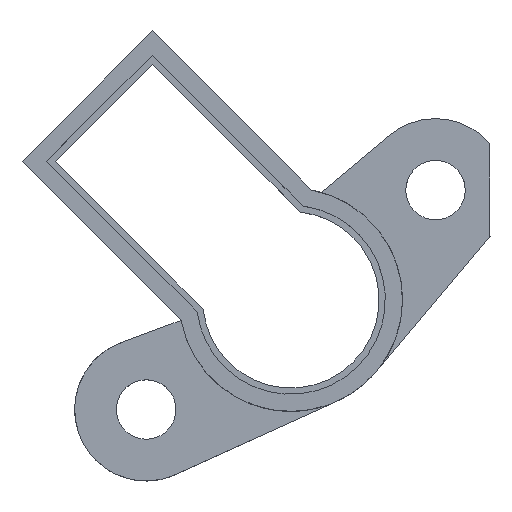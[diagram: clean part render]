
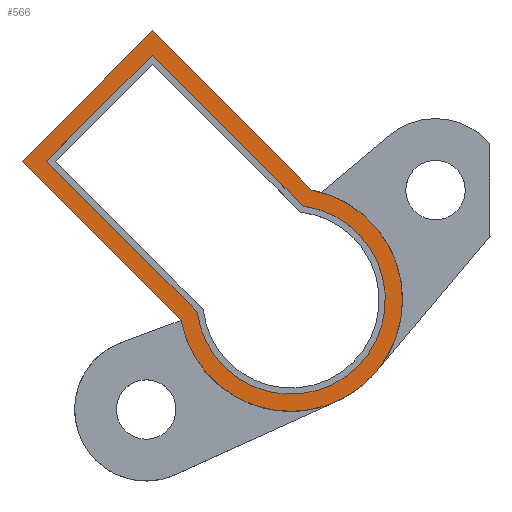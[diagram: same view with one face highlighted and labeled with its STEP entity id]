
A CAD part, top view. The second image highlights one B-rep face of the part: STEP entity #566.
In plain terms, the highlighted planar face has unit normal (0, 0, 1).
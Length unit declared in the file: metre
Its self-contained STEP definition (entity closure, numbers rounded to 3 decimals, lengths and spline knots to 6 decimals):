
#23=PLANE('',#627);
#62=LINE('',#914,#116);
#64=LINE('',#918,#118);
#66=LINE('',#921,#120);
#69=LINE('',#930,#123);
#71=LINE('',#934,#125);
#73=LINE('',#938,#127);
#116=VECTOR('',#731,1.);
#118=VECTOR('',#735,1.);
#120=VECTOR('',#739,1.);
#123=VECTOR('',#750,1.);
#125=VECTOR('',#754,1.);
#127=VECTOR('',#758,1.);
#229=ORIENTED_EDGE('',*,*,#352,.T.);
#230=ORIENTED_EDGE('',*,*,#358,.T.);
#231=ORIENTED_EDGE('',*,*,#356,.T.);
#232=ORIENTED_EDGE('',*,*,#354,.T.);
#233=ORIENTED_EDGE('',*,*,#346,.F.);
#234=ORIENTED_EDGE('',*,*,#350,.F.);
#235=ORIENTED_EDGE('',*,*,#329,.F.);
#236=ORIENTED_EDGE('',*,*,#348,.F.);
#329=EDGE_CURVE('',#406,#407,#447,.T.);
#346=EDGE_CURVE('',#418,#419,#62,.T.);
#348=EDGE_CURVE('',#419,#406,#64,.T.);
#350=EDGE_CURVE('',#407,#418,#66,.T.);
#352=EDGE_CURVE('',#421,#420,#451,.T.);
#354=EDGE_CURVE('',#422,#421,#69,.T.);
#356=EDGE_CURVE('',#423,#422,#71,.T.);
#358=EDGE_CURVE('',#420,#423,#73,.T.);
#406=VERTEX_POINT('',#879);
#407=VERTEX_POINT('',#881);
#418=VERTEX_POINT('',#913);
#419=VERTEX_POINT('',#915);
#420=VERTEX_POINT('',#925);
#421=VERTEX_POINT('',#927);
#422=VERTEX_POINT('',#931);
#423=VERTEX_POINT('',#935);
#447=CIRCLE('',#610,0.009761);
#451=CIRCLE('',#623,0.008261);
#478=EDGE_LOOP('',(#229,#230,#231,#232));
#479=EDGE_LOOP('',(#233,#234,#235,#236));
#518=FACE_BOUND('',#478,.T.);
#519=FACE_BOUND('',#479,.T.);
#566=ADVANCED_FACE('',(#518,#519),#23,.F.);
#610=AXIS2_PLACEMENT_3D('',#880,#700,#701);
#623=AXIS2_PLACEMENT_3D('',#926,#745,#746);
#627=AXIS2_PLACEMENT_3D('',#939,#759,#760);
#700=DIRECTION('',(0.,0.,-1.));
#701=DIRECTION('',(0.,1.,0.));
#731=DIRECTION('',(0.707,0.707,0.));
#735=DIRECTION('',(0.707,-0.707,0.));
#739=DIRECTION('',(-0.707,0.707,0.));
#745=DIRECTION('',(0.,0.,-1.));
#746=DIRECTION('',(0.,1.,0.));
#750=DIRECTION('',(0.707,-0.707,0.));
#754=DIRECTION('',(0.707,0.707,0.));
#758=DIRECTION('',(-0.707,0.707,0.));
#759=DIRECTION('',(0.,0.,-1.));
#760=DIRECTION('',(1.,0.,0.));
#879=CARTESIAN_POINT('',(0.038352,-0.030143,0.063044));
#880=CARTESIAN_POINT('',(0.036563,-0.039738,0.063044));
#881=CARTESIAN_POINT('',(0.026968,-0.041528,0.063044));
#913=CARTESIAN_POINT('',(0.013059,-0.027618,0.063044));
#914=CARTESIAN_POINT('',(0.018751,-0.021926,0.063044));
#915=CARTESIAN_POINT('',(0.024443,-0.016234,0.063044));
#918=CARTESIAN_POINT('',(0.031397,-0.023188,0.063044));
#921=CARTESIAN_POINT('',(0.020013,-0.034573,0.063044));
#925=CARTESIAN_POINT('',(0.028372,-0.040811,0.063044));
#926=CARTESIAN_POINT('',(0.036563,-0.039738,0.063044));
#927=CARTESIAN_POINT('',(0.037635,-0.031547,0.063044));
#930=CARTESIAN_POINT('',(0.031039,-0.024951,0.063044));
#931=CARTESIAN_POINT('',(0.024443,-0.018355,0.063044));
#934=CARTESIAN_POINT('',(0.019812,-0.022987,0.063044));
#935=CARTESIAN_POINT('',(0.01518,-0.027618,0.063044));
#938=CARTESIAN_POINT('',(0.021776,-0.034215,0.063044));
#939=CARTESIAN_POINT('',(0.029691,-0.032867,0.063044));
